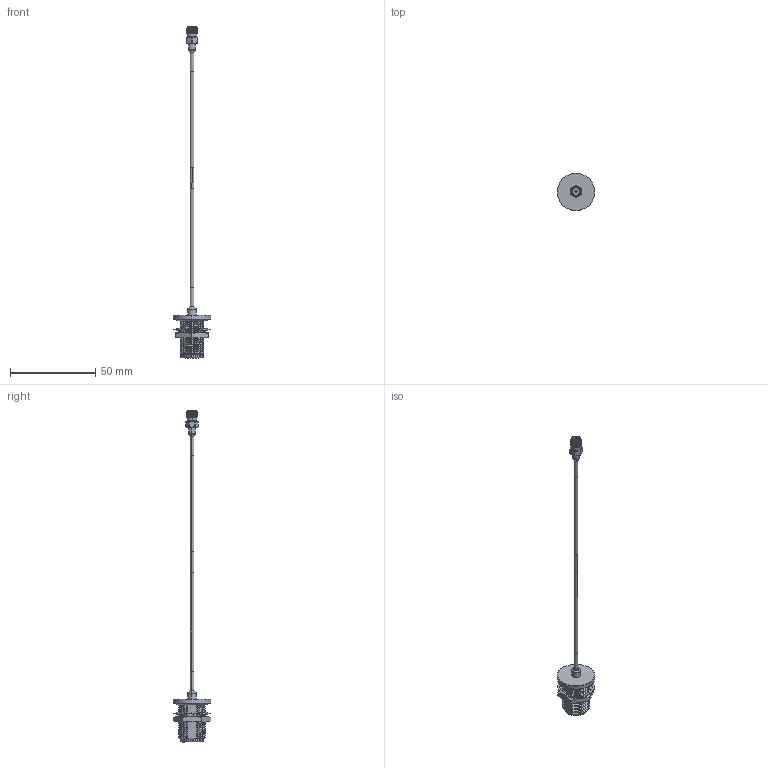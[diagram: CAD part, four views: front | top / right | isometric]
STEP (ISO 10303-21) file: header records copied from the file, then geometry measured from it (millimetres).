
FILE_DESCRIPTION (( 'STEP AP214' ), '1' );
FILE_NAME ('LCCA30550.step', '2020-06-19T21:36:58', ( '' ), ( '' ), 'SwSTEP 2.0', 'SolidWorks 2018', '' );
FILE_SCHEMA (( 'AUTOMOTIVE_DESIGN' ));
Length unit declared in the file: inch
Products named in the file (7): LCCN3044_HS; 1AW01-002_.08 ID; LCCN3056; LCCA30550; LC085TB (085 FORMABLE); LCCN3046; LCCN3044_HS-2
Assembly tree (6 placements, depth 2):
  LCCA30550
    LC085TB (085 FORMABLE)
    1AW01-002_.08 ID
    LCCN3056
    LCCN3044_HS
    LCCN3046
    LCCN3044_HS-2
Bounding box: 22 x 22 x 194.31 mm (x, y, z)
Volume: 5721.5 mm3; surface area: 6115.6 mm2
Topology: 9 solids, 9 shells, 434 faces, 1196 edges, 791 vertices
Faces by surface type: bspline 163, cylinder 152, plane 65, cone 46, torus 8
Entity records: 91895 total; most frequent: CARTESIAN_POINT 82035, ORIENTED_EDGE 2392, DIRECTION 1315, EDGE_CURVE 1196, VERTEX_POINT 791, AXIS2_PLACEMENT_3D 497, EDGE_LOOP 453, ADVANCED_FACE 434
